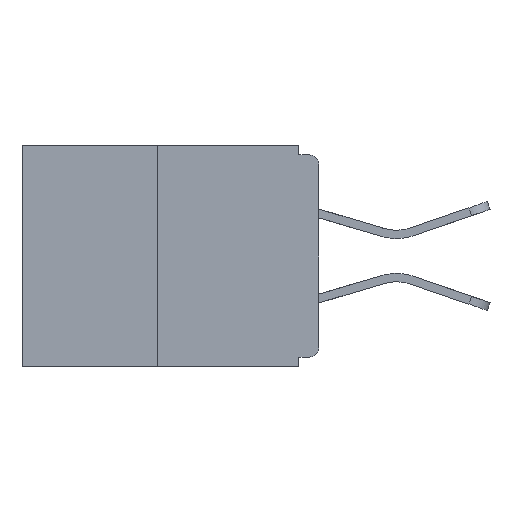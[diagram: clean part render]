
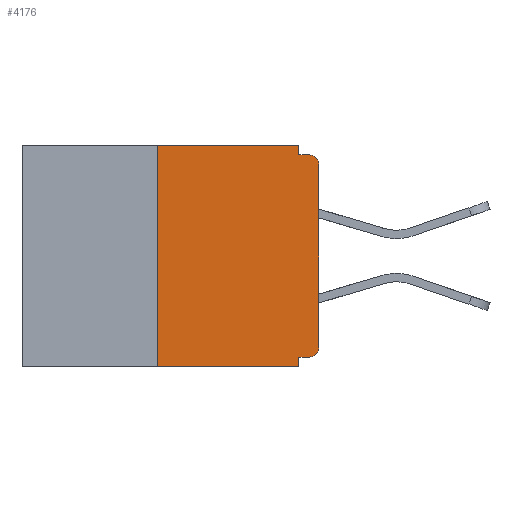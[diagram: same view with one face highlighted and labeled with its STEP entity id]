
A CAD part, left-side view. The second image highlights one B-rep face of the part: STEP entity #4176.
In plain terms, the highlighted planar face has unit normal (-1, 0, 0).
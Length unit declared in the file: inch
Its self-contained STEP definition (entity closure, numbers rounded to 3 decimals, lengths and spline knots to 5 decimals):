
#534 = CARTESIAN_POINT ( 'NONE',  ( 0., 0.46, -0.343 ) ) ;
#539 = CARTESIAN_POINT ( 'NONE',  ( 0., 0.25, -0.343 ) ) ;
#1210 = DIRECTION ( 'NONE',  ( 0., -1., 0. ) ) ;
#1542 = DIRECTION ( 'NONE',  ( 0., 1., 0. ) ) ;
#1569 = VECTOR ( 'NONE', #1542, 39.37008 ) ;
#1577 = CARTESIAN_POINT ( 'NONE',  ( 0., 0.031, -0.343 ) ) ;
#1608 = ORIENTED_EDGE ( 'NONE', *, *, #3651, .T. ) ;
#1682 = ORIENTED_EDGE ( 'NONE', *, *, #7548, .T. ) ;
#1728 = EDGE_CURVE ( 'NONE', #7758, #9657, #14215, .T. ) ;
#2011 = LINE ( 'NONE', #2560, #6473 ) ;
#2115 = CARTESIAN_POINT ( 'NONE',  ( 0., 0., -0.03 ) ) ;
#2464 = DIRECTION ( 'NONE',  ( 0., 0., 1. ) ) ;
#2489 = DIRECTION ( 'NONE',  ( 0., 0., -1. ) ) ;
#2537 = CARTESIAN_POINT ( 'NONE',  ( 0., 0.031, -0.328 ) ) ;
#2560 = CARTESIAN_POINT ( 'NONE',  ( 0., 0.25, 0. ) ) ;
#2868 = VECTOR ( 'NONE', #8262, 39.37008 ) ;
#3046 = DIRECTION ( 'NONE',  ( 0., 0., -1. ) ) ;
#3348 = CARTESIAN_POINT ( 'NONE',  ( 0., 0.015, -0.328 ) ) ;
#3434 = ORIENTED_EDGE ( 'NONE', *, *, #12127, .F. ) ;
#3651 = EDGE_CURVE ( 'NONE', #14081, #8121, #11660, .T. ) ;
#3757 = VECTOR ( 'NONE', #1210, 39.37008 ) ;
#3947 = EDGE_CURVE ( 'NONE', #11511, #14081, #5743, .T. ) ;
#3996 = VERTEX_POINT ( 'NONE', #4235 ) ;
#4101 = CARTESIAN_POINT ( 'NONE',  ( 0., 0., -0.313 ) ) ;
#4176 = ADVANCED_FACE ( 'NONE', ( #9170 ), #8234, .F. ) ;
#4235 = CARTESIAN_POINT ( 'NONE',  ( 0., 0.015, -0.015 ) ) ;
#4706 = CARTESIAN_POINT ( 'NONE',  ( 0., 0.25, 0. ) ) ;
#4772 = CIRCLE ( 'NONE', #9808, 0.015 ) ;
#5307 = LINE ( 'NONE', #7993, #10143 ) ;
#5579 = CARTESIAN_POINT ( 'NONE',  ( 0., 0.015, -0.03 ) ) ;
#5743 = CIRCLE ( 'NONE', #10716, 0.015 ) ;
#5879 = DIRECTION ( 'NONE',  ( 1., 0., 0. ) ) ;
#6118 = EDGE_CURVE ( 'NONE', #9505, #3996, #12025, .T. ) ;
#6145 = DIRECTION ( 'NONE',  ( 0., 0., -1. ) ) ;
#6401 = ORIENTED_EDGE ( 'NONE', *, *, #7296, .T. ) ;
#6450 = DIRECTION ( 'NONE',  ( -1., 0., 0. ) ) ;
#6473 = VECTOR ( 'NONE', #2464, 39.37008 ) ;
#6878 = CARTESIAN_POINT ( 'NONE',  ( 0., 0.031, -0.343 ) ) ;
#6941 = DIRECTION ( 'NONE',  ( 0., 0., -1. ) ) ;
#7036 = VECTOR ( 'NONE', #9970, 39.37008 ) ;
#7045 = CARTESIAN_POINT ( 'NONE',  ( 0., 0.031, -0.015 ) ) ;
#7147 = EDGE_LOOP ( 'NONE', ( #8886, #3434, #6401, #12517, #10582, #8243, #1608, #1682, #11507, #14082 ) ) ;
#7208 = DIRECTION ( 'NONE',  ( 0., 0., -1. ) ) ;
#7244 = AXIS2_PLACEMENT_3D ( 'NONE', #13774, #5879, #2489 ) ;
#7296 = EDGE_CURVE ( 'NONE', #13946, #10244, #12857, .T. ) ;
#7548 = EDGE_CURVE ( 'NONE', #8121, #3996, #4772, .T. ) ;
#7758 = VERTEX_POINT ( 'NONE', #4706 ) ;
#7993 = CARTESIAN_POINT ( 'NONE',  ( 0., 0.031, 0. ) ) ;
#8121 = VERTEX_POINT ( 'NONE', #2115 ) ;
#8207 = EDGE_CURVE ( 'NONE', #9657, #9505, #5307, .T. ) ;
#8234 = PLANE ( 'NONE',  #7244 ) ;
#8243 = ORIENTED_EDGE ( 'NONE', *, *, #3947, .T. ) ;
#8262 = DIRECTION ( 'NONE',  ( 0., 0., 1. ) ) ;
#8395 = CARTESIAN_POINT ( 'NONE',  ( 0., 0., -0.328 ) ) ;
#8886 = ORIENTED_EDGE ( 'NONE', *, *, #1728, .F. ) ;
#8924 = CARTESIAN_POINT ( 'NONE',  ( 0., 0., -0.015 ) ) ;
#9170 = FACE_OUTER_BOUND ( 'NONE', #7147, .T. ) ;
#9505 = VERTEX_POINT ( 'NONE', #7045 ) ;
#9657 = VERTEX_POINT ( 'NONE', #14206 ) ;
#9808 = AXIS2_PLACEMENT_3D ( 'NONE', #5579, #10423, #6145 ) ;
#9812 = VERTEX_POINT ( 'NONE', #2537 ) ;
#9828 = VECTOR ( 'NONE', #11808, 39.37008 ) ;
#9970 = DIRECTION ( 'NONE',  ( 0., -1., 0. ) ) ;
#10143 = VECTOR ( 'NONE', #6941, 39.37008 ) ;
#10244 = VERTEX_POINT ( 'NONE', #6878 ) ;
#10423 = DIRECTION ( 'NONE',  ( -1., 0., 0. ) ) ;
#10510 = LINE ( 'NONE', #8395, #1569 ) ;
#10582 = ORIENTED_EDGE ( 'NONE', *, *, #14318, .F. ) ;
#10716 = AXIS2_PLACEMENT_3D ( 'NONE', #12261, #6450, #3046 ) ;
#10998 = EDGE_CURVE ( 'NONE', #9812, #10244, #13290, .T. ) ;
#11507 = ORIENTED_EDGE ( 'NONE', *, *, #6118, .F. ) ;
#11511 = VERTEX_POINT ( 'NONE', #3348 ) ;
#11660 = LINE ( 'NONE', #12911, #2868 ) ;
#11808 = DIRECTION ( 'NONE',  ( 0., -1., 0. ) ) ;
#12025 = LINE ( 'NONE', #8924, #3757 ) ;
#12127 = EDGE_CURVE ( 'NONE', #13946, #7758, #2011, .T. ) ;
#12261 = CARTESIAN_POINT ( 'NONE',  ( 0., 0.015, -0.313 ) ) ;
#12517 = ORIENTED_EDGE ( 'NONE', *, *, #10998, .F. ) ;
#12857 = LINE ( 'NONE', #534, #9828 ) ;
#12911 = CARTESIAN_POINT ( 'NONE',  ( 0., 0., 0. ) ) ;
#13290 = LINE ( 'NONE', #1577, #14364 ) ;
#13774 = CARTESIAN_POINT ( 'NONE',  ( 0., 0.46, 0. ) ) ;
#13946 = VERTEX_POINT ( 'NONE', #539 ) ;
#14081 = VERTEX_POINT ( 'NONE', #4101 ) ;
#14082 = ORIENTED_EDGE ( 'NONE', *, *, #8207, .F. ) ;
#14206 = CARTESIAN_POINT ( 'NONE',  ( 0., 0.031, 0. ) ) ;
#14215 = LINE ( 'NONE', #14430, #7036 ) ;
#14318 = EDGE_CURVE ( 'NONE', #11511, #9812, #10510, .T. ) ;
#14364 = VECTOR ( 'NONE', #7208, 39.37008 ) ;
#14430 = CARTESIAN_POINT ( 'NONE',  ( 0., 0.46, 0. ) ) ;
